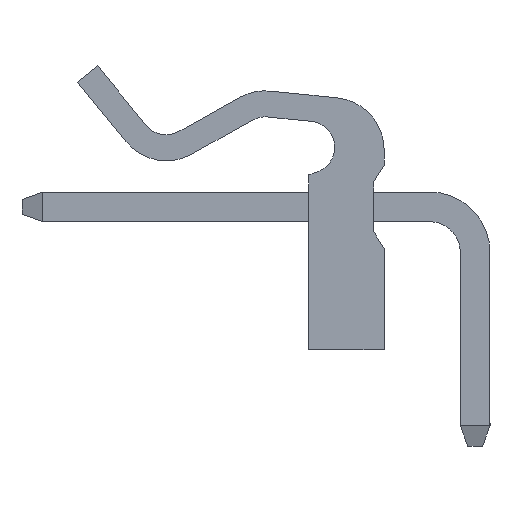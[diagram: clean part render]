
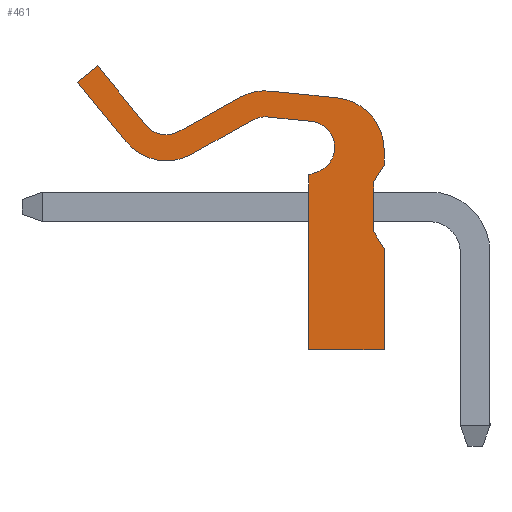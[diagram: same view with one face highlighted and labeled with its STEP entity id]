
A CAD part, left-side view. The second image highlights one B-rep face of the part: STEP entity #461.
In plain terms, the highlighted planar face has unit normal (-1, 0, 0).
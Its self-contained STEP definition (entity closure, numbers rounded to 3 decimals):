
#461=ADVANCED_FACE('',(#848),#850,.T.);
#848=FACE_BOUND('',#849,.T.);
#849=EDGE_LOOP('',(#1161,#1162,#1163,#1164,#1165,#1166,#1167,#1168,#1169,#1170,#1171,
#1172,#1173,#1174,#1175,#1176,#1177,#1178,#1179,#1180,#1181));
#850=PLANE('',#851);
#851=AXIS2_PLACEMENT_3D('',#852,#853,#854);
#852=CARTESIAN_POINT('',(-1.98,0.,0.));
#853=DIRECTION('',(-1.,0.,0.));
#854=DIRECTION('',(0.,0.,-1.));
#1161=ORIENTED_EDGE('',*,*,#1372,.T.);
#1162=ORIENTED_EDGE('',*,*,#1373,.T.);
#1163=ORIENTED_EDGE('',*,*,#1374,.T.);
#1164=ORIENTED_EDGE('',*,*,#1375,.T.);
#1165=ORIENTED_EDGE('',*,*,#1376,.T.);
#1166=ORIENTED_EDGE('',*,*,#1377,.T.);
#1167=ORIENTED_EDGE('',*,*,#1378,.T.);
#1168=ORIENTED_EDGE('',*,*,#1379,.T.);
#1169=ORIENTED_EDGE('',*,*,#1380,.T.);
#1170=ORIENTED_EDGE('',*,*,#1381,.T.);
#1171=ORIENTED_EDGE('',*,*,#1382,.T.);
#1172=ORIENTED_EDGE('',*,*,#1383,.T.);
#1173=ORIENTED_EDGE('',*,*,#1384,.T.);
#1174=ORIENTED_EDGE('',*,*,#1385,.T.);
#1175=ORIENTED_EDGE('',*,*,#1347,.T.);
#1176=ORIENTED_EDGE('',*,*,#1342,.T.);
#1177=ORIENTED_EDGE('',*,*,#1334,.T.);
#1178=ORIENTED_EDGE('',*,*,#1371,.T.);
#1179=ORIENTED_EDGE('',*,*,#1386,.T.);
#1180=ORIENTED_EDGE('',*,*,#1387,.T.);
#1181=ORIENTED_EDGE('',*,*,#1388,.T.);
#1334=EDGE_CURVE('',#1454,#1452,#1455,.T.);
#1342=EDGE_CURVE('',#1468,#1454,#1469,.T.);
#1347=EDGE_CURVE('',#1476,#1468,#1477,.T.);
#1371=EDGE_CURVE('',#1452,#1518,#1520,.T.);
#1372=EDGE_CURVE('',#1521,#1522,#1523,.T.);
#1373=EDGE_CURVE('',#1522,#1524,#1525,.T.);
#1374=EDGE_CURVE('',#1524,#1526,#1527,.T.);
#1375=EDGE_CURVE('',#1526,#1528,#1529,.T.);
#1376=EDGE_CURVE('',#1528,#1530,#1531,.T.);
#1377=EDGE_CURVE('',#1530,#1532,#1533,.T.);
#1378=EDGE_CURVE('',#1532,#1534,#1535,.T.);
#1379=EDGE_CURVE('',#1534,#1536,#1537,.T.);
#1380=EDGE_CURVE('',#1536,#1538,#1539,.T.);
#1381=EDGE_CURVE('',#1538,#1540,#1541,.T.);
#1382=EDGE_CURVE('',#1540,#1542,#1543,.T.);
#1383=EDGE_CURVE('',#1542,#1544,#1545,.T.);
#1384=EDGE_CURVE('',#1544,#1546,#1547,.T.);
#1385=EDGE_CURVE('',#1546,#1476,#1548,.T.);
#1386=EDGE_CURVE('',#1518,#1549,#1550,.T.);
#1387=EDGE_CURVE('',#1549,#1551,#1552,.T.);
#1388=EDGE_CURVE('',#1551,#1521,#1553,.T.);
#1452=VERTEX_POINT('',#1647);
#1454=VERTEX_POINT('',#1651);
#1455=LINE('',#1652,#1653);
#1468=VERTEX_POINT('',#1681);
#1469=LINE('',#1682,#1683);
#1476=VERTEX_POINT('',#1699);
#1477=LINE('',#1700,#1701);
#1518=VERTEX_POINT('',#1793);
#1520=LINE('',#1797,#1798);
#1521=VERTEX_POINT('',#1800);
#1522=VERTEX_POINT('',#1801);
#1523=CIRCLE('',#1802,2.);
#1524=VERTEX_POINT('',#1806);
#1525=LINE('',#1807,#1808);
#1526=VERTEX_POINT('',#1810);
#1527=CIRCLE('',#1811,2.);
#1528=VERTEX_POINT('',#1815);
#1529=LINE('',#1816,#1817);
#1530=VERTEX_POINT('',#1819);
#1531=CIRCLE('',#1820,1.);
#1532=VERTEX_POINT('',#1824);
#1533=LINE('',#1825,#1826);
#1534=VERTEX_POINT('',#1828);
#1535=LINE('',#1829,#1830);
#1536=VERTEX_POINT('',#1832);
#1537=LINE('',#1833,#1834);
#1538=VERTEX_POINT('',#1836);
#1539=CIRCLE('',#1837,2.);
#1540=VERTEX_POINT('',#1841);
#1541=LINE('',#1842,#1843);
#1542=VERTEX_POINT('',#1845);
#1543=CIRCLE('',#1846,1.);
#1544=VERTEX_POINT('',#1850);
#1545=LINE('',#1851,#1852);
#1546=VERTEX_POINT('',#1854);
#1547=CIRCLE('',#1855,1.);
#1548=LINE('',#1859,#1860);
#1549=VERTEX_POINT('',#1862);
#1550=LINE('',#1863,#1864);
#1551=VERTEX_POINT('',#1866);
#1552=LINE('',#1867,#1868);
#1553=LINE('',#1870,#1871);
#1647=CARTESIAN_POINT('',(-1.98,3.5,3.9));
#1651=CARTESIAN_POINT('',(-1.98,3.5,0.));
#1652=CARTESIAN_POINT('',(-1.98,3.5,0.));
#1653=VECTOR('',#1654,1.);
#1654=DIRECTION('',(0.,0.,1.));
#1681=CARTESIAN_POINT('',(-1.98,6.4,0.));
#1682=CARTESIAN_POINT('',(-1.98,6.4,0.));
#1683=VECTOR('',#1684,1.);
#1684=DIRECTION('',(0.,-1.,0.));
#1699=CARTESIAN_POINT('',(-1.98,6.4,6.727));
#1700=CARTESIAN_POINT('',(-1.98,6.4,6.727));
#1701=VECTOR('',#1702,1.);
#1702=DIRECTION('',(0.,0.,-1.));
#1793=CARTESIAN_POINT('',(-1.98,3.9,4.54));
#1797=CARTESIAN_POINT('',(-1.98,3.5,3.9));
#1798=VECTOR('',#1799,1.);
#1799=DIRECTION('',(0.,0.53,0.848));
#1800=CARTESIAN_POINT('',(-1.98,3.5,7.7));
#1801=CARTESIAN_POINT('',(-1.98,5.299,9.69));
#1802=AXIS2_PLACEMENT_3D('',#1803,#1804,#1805);
#1803=CARTESIAN_POINT('',(-1.98,5.5,7.7));
#1804=DIRECTION('',(-1.,-0.,-0.));
#1805=DIRECTION('',(0.,-1.,0.));
#1806=CARTESIAN_POINT('',(-1.98,7.871,9.95));
#1807=CARTESIAN_POINT('',(-1.98,5.299,9.69));
#1808=VECTOR('',#1809,1.);
#1809=DIRECTION('',(0.,0.995,0.101));
#1810=CARTESIAN_POINT('',(-1.98,9.049,9.705));
#1811=AXIS2_PLACEMENT_3D('',#1812,#1813,#1814);
#1812=CARTESIAN_POINT('',(-1.98,8.072,7.96));
#1813=DIRECTION('',(-1.,-0.,-0.));
#1814=DIRECTION('',(0.,-0.101,0.995));
#1815=CARTESIAN_POINT('',(-1.98,11.386,8.397));
#1816=CARTESIAN_POINT('',(-1.98,9.049,9.705));
#1817=VECTOR('',#1818,1.);
#1818=DIRECTION('',(0.,0.873,-0.488));
#1819=CARTESIAN_POINT('',(-1.98,12.649,8.638));
#1820=AXIS2_PLACEMENT_3D('',#1821,#1822,#1823);
#1821=CARTESIAN_POINT('',(-1.98,11.874,9.27));
#1822=DIRECTION('',(1.,0.,0.));
#1823=DIRECTION('',(0.,-0.488,-0.873));
#1824=CARTESIAN_POINT('',(-1.98,14.515,10.922));
#1825=CARTESIAN_POINT('',(-1.98,12.649,8.638));
#1826=VECTOR('',#1827,1.);
#1827=DIRECTION('',(0.,0.632,0.775));
#1828=CARTESIAN_POINT('',(-1.98,15.289,10.29));
#1829=CARTESIAN_POINT('',(-1.98,14.515,10.922));
#1830=VECTOR('',#1831,1.);
#1831=DIRECTION('',(0.,0.775,-0.632));
#1832=CARTESIAN_POINT('',(-1.98,13.424,8.005));
#1833=CARTESIAN_POINT('',(-1.98,15.289,10.29));
#1834=VECTOR('',#1835,1.);
#1835=DIRECTION('',(0.,-0.632,-0.775));
#1836=CARTESIAN_POINT('',(-1.98,10.898,7.525));
#1837=AXIS2_PLACEMENT_3D('',#1838,#1839,#1840);
#1838=CARTESIAN_POINT('',(-1.98,11.874,9.27));
#1839=DIRECTION('',(-1.,-0.,-0.));
#1840=DIRECTION('',(0.,0.775,-0.632));
#1841=CARTESIAN_POINT('',(-1.98,8.561,8.833));
#1842=CARTESIAN_POINT('',(-1.98,10.898,7.525));
#1843=VECTOR('',#1844,1.);
#1844=DIRECTION('',(0.,-0.873,0.488));
#1845=CARTESIAN_POINT('',(-1.98,7.972,8.955));
#1846=AXIS2_PLACEMENT_3D('',#1847,#1848,#1849);
#1847=CARTESIAN_POINT('',(-1.98,8.072,7.96));
#1848=DIRECTION('',(1.,0.,0.));
#1849=DIRECTION('',(0.,0.488,0.873));
#1850=CARTESIAN_POINT('',(-1.98,6.299,8.786));
#1851=CARTESIAN_POINT('',(-1.98,7.972,8.955));
#1852=VECTOR('',#1853,1.);
#1853=DIRECTION('',(0.,-0.995,-0.101));
#1854=CARTESIAN_POINT('',(-1.98,6.058,6.851));
#1855=AXIS2_PLACEMENT_3D('',#1856,#1857,#1858);
#1856=CARTESIAN_POINT('',(-1.98,6.4,7.791));
#1857=DIRECTION('',(1.,0.,0.));
#1858=DIRECTION('',(0.,-0.101,0.995));
#1859=CARTESIAN_POINT('',(-1.98,6.058,6.851));
#1860=VECTOR('',#1861,1.);
#1861=DIRECTION('',(0.,0.94,-0.342));
#1862=CARTESIAN_POINT('',(-1.98,3.9,6.46));
#1863=CARTESIAN_POINT('',(-1.98,3.9,4.54));
#1864=VECTOR('',#1865,1.);
#1865=DIRECTION('',(0.,0.,1.));
#1866=CARTESIAN_POINT('',(-1.98,3.5,7.1));
#1867=CARTESIAN_POINT('',(-1.98,3.9,6.46));
#1868=VECTOR('',#1869,1.);
#1869=DIRECTION('',(0.,-0.53,0.848));
#1870=CARTESIAN_POINT('',(-1.98,3.5,7.1));
#1871=VECTOR('',#1872,1.);
#1872=DIRECTION('',(0.,0.,1.));
